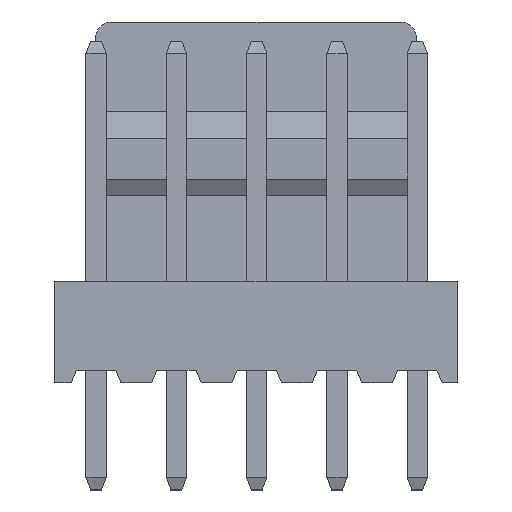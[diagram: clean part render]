
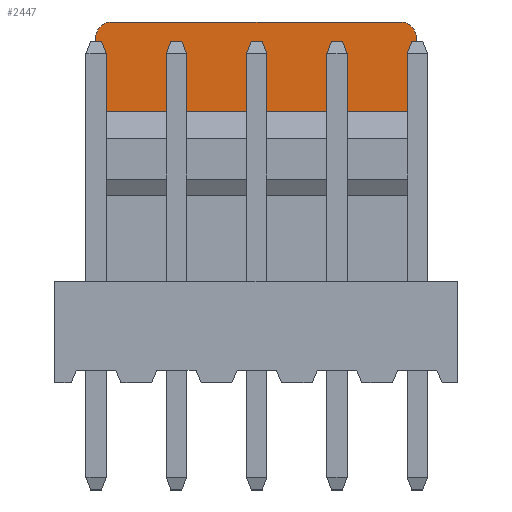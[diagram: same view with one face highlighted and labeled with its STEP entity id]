
A CAD part, top view. The second image highlights one B-rep face of the part: STEP entity #2447.
In plain terms, the highlighted planar face has unit normal (0, 0, 1).
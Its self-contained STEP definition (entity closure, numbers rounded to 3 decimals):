
#463 = CARTESIAN_POINT ( 'NONE',  ( 25.203, 53.251, -4.64 ) ) ;
#534 = CARTESIAN_POINT ( 'NONE',  ( 25.203, 50.926, -4.64 ) ) ;
#551 = CARTESIAN_POINT ( 'NONE',  ( 35.343, 50.926, -4.64 ) ) ;
#583 = CARTESIAN_POINT ( 'NONE',  ( 25.703, 53.751, -4.64 ) ) ;
#591 = CARTESIAN_POINT ( 'NONE',  ( 34.843, 53.751, -4.64 ) ) ;
#709 = CARTESIAN_POINT ( 'NONE',  ( 35.343, 53.251, -4.64 ) ) ;
#735 = DIRECTION ( 'NONE',  ( 1., 0., 0. ) ) ;
#747 = CARTESIAN_POINT ( 'NONE',  ( 23.903, 50.926, -4.64 ) ) ;
#771 = DIRECTION ( 'NONE',  ( 1., 0., 0. ) ) ;
#856 = DIRECTION ( 'NONE',  ( 0., 1., 0. ) ) ;
#858 = CARTESIAN_POINT ( 'NONE',  ( 23.903, 53.751, -4.64 ) ) ;
#862 = CARTESIAN_POINT ( 'NONE',  ( 25.703, 53.251, -4.64 ) ) ;
#864 = CARTESIAN_POINT ( 'NONE',  ( 25.203, 53.751, -4.64 ) ) ;
#869 = DIRECTION ( 'NONE',  ( 1., 0., 0. ) ) ;
#870 = DIRECTION ( 'NONE',  ( 0., 0., 1. ) ) ;
#949 = EDGE_CURVE ( 'NONE', #1235, #1233, #1738, .T. ) ;
#950 = EDGE_CURVE ( 'NONE', #1235, #1258, #1736, .T. ) ;
#951 = EDGE_CURVE ( 'NONE', #1245, #1258, #1740, .T. ) ;
#982 = EDGE_CURVE ( 'NONE', #1245, #1242, #1803, .T. ) ;
#988 = AXIS2_PLACEMENT_3D ( 'NONE', #862, #870, #869 ) ;
#989 = AXIS2_PLACEMENT_3D ( 'NONE', #3293, #3292, #3291 ) ;
#1026 = ORIENTED_EDGE ( 'NONE', *, *, #2322, .T. ) ;
#1036 = ORIENTED_EDGE ( 'NONE', *, *, #982, .T. ) ;
#1045 = ORIENTED_EDGE ( 'NONE', *, *, #949, .F. ) ;
#1233 = VERTEX_POINT ( 'NONE', #591 ) ;
#1235 = VERTEX_POINT ( 'NONE', #583 ) ;
#1242 = VERTEX_POINT ( 'NONE', #551 ) ;
#1245 = VERTEX_POINT ( 'NONE', #534 ) ;
#1258 = VERTEX_POINT ( 'NONE', #463 ) ;
#1298 = VERTEX_POINT ( 'NONE', #709 ) ;
#1736 = CIRCLE ( 'NONE', #988, 0.5 ) ;
#1738 = LINE ( 'NONE', #858, #1741 ) ;
#1740 = LINE ( 'NONE', #864, #1744 ) ;
#1741 = VECTOR ( 'NONE', #771, 1000. ) ;
#1744 = VECTOR ( 'NONE', #856, 1000. ) ;
#1803 = LINE ( 'NONE', #747, #1806 ) ;
#1806 = VECTOR ( 'NONE', #735, 1000. ) ;
#2041 = LINE ( 'NONE', #3205, #2044 ) ;
#2043 = CIRCLE ( 'NONE', #989, 0.5 ) ;
#2044 = VECTOR ( 'NONE', #3206, 1000. ) ;
#2121 = FACE_OUTER_BOUND ( 'NONE', #2624, .T. ) ;
#2184 = ORIENTED_EDGE ( 'NONE', *, *, #951, .F. ) ;
#2321 = EDGE_CURVE ( 'NONE', #1298, #1242, #2041, .T. ) ;
#2322 = EDGE_CURVE ( 'NONE', #1298, #1233, #2043, .T. ) ;
#2349 = AXIS2_PLACEMENT_3D ( 'NONE', #2968, #3103, #2907 ) ;
#2447 = ADVANCED_FACE ( 'NONE', ( #2121 ), #3190, .T. ) ;
#2624 = EDGE_LOOP ( 'NONE', ( #1045, #2832, #2184, #1036, #2831, #1026 ) ) ;
#2831 = ORIENTED_EDGE ( 'NONE', *, *, #2321, .F. ) ;
#2832 = ORIENTED_EDGE ( 'NONE', *, *, #950, .T. ) ;
#2907 = DIRECTION ( 'NONE',  ( 1., 0., 0. ) ) ;
#2968 = CARTESIAN_POINT ( 'NONE',  ( 23.903, 53.751, -4.64 ) ) ;
#3103 = DIRECTION ( 'NONE',  ( 0., 0., 1. ) ) ;
#3190 = PLANE ( 'NONE',  #2349 ) ;
#3205 = CARTESIAN_POINT ( 'NONE',  ( 35.343, 53.751, -4.64 ) ) ;
#3206 = DIRECTION ( 'NONE',  ( 0., -1., 0. ) ) ;
#3291 = DIRECTION ( 'NONE',  ( 1., 0., 0. ) ) ;
#3292 = DIRECTION ( 'NONE',  ( 0., 0., 1. ) ) ;
#3293 = CARTESIAN_POINT ( 'NONE',  ( 34.843, 53.251, -4.64 ) ) ;
